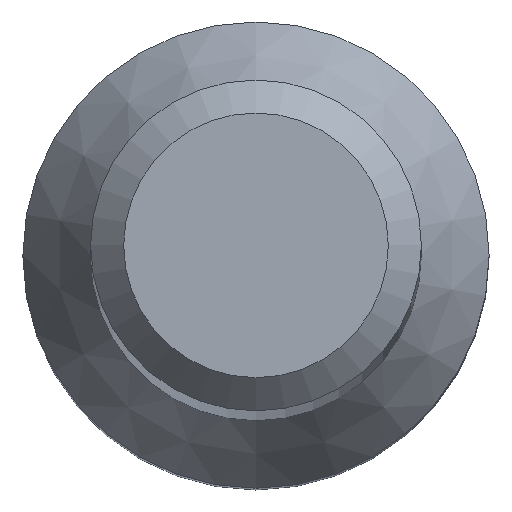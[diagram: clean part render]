
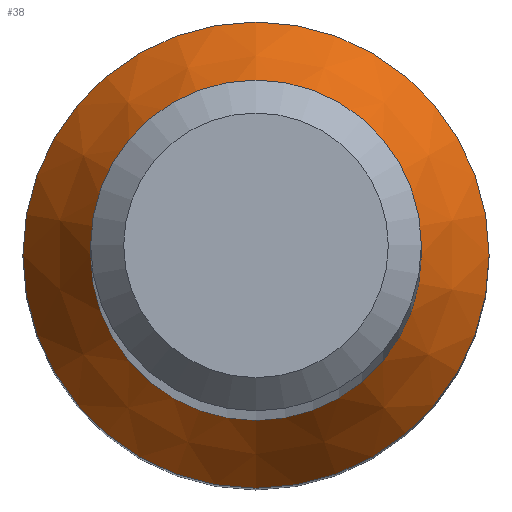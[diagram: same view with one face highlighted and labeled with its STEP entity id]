
A CAD part, top view. The second image highlights one B-rep face of the part: STEP entity #38.
In plain terms, the highlighted conical face has half-angle 30 degrees and reference radius 2.819 mm.
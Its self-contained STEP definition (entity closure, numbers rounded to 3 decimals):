
#5 = AXIS2_PLACEMENT_3D ( 'NONE', #107, #65, #218 ) ;
#7 = AXIS2_PLACEMENT_3D ( 'NONE', #8, #120, #13 ) ;
#8 = CARTESIAN_POINT ( 'NONE',  ( 0., 0., 12.573 ) ) ;
#13 = DIRECTION ( 'NONE',  ( 0., 1., 0. ) ) ;
#27 = CARTESIAN_POINT ( 'NONE',  ( 0., 0., 12.573 ) ) ;
#38 = ADVANCED_FACE ( 'NONE', ( #117, #102 ), #128, .T. ) ;
#41 = ORIENTED_EDGE ( 'NONE', *, *, #190, .T. ) ;
#64 = DIRECTION ( 'NONE',  ( 0., 1., 0. ) ) ;
#65 = DIRECTION ( 'NONE',  ( 0., 0., -1. ) ) ;
#86 = CARTESIAN_POINT ( 'NONE',  ( 0., 2.819, 12.573 ) ) ;
#88 = VERTEX_POINT ( 'NONE', #220 ) ;
#98 = EDGE_LOOP ( 'NONE', ( #146 ) ) ;
#99 = CIRCLE ( 'NONE', #212, 2.819 ) ;
#102 = FACE_OUTER_BOUND ( 'NONE', #98, .T. ) ;
#107 = CARTESIAN_POINT ( 'NONE',  ( 0., 0., 13.992 ) ) ;
#117 = FACE_BOUND ( 'NONE', #191, .T. ) ;
#118 = EDGE_CURVE ( 'NONE', #185, #185, #99, .T. ) ;
#120 = DIRECTION ( 'NONE',  ( 0., 0., -1. ) ) ;
#128 = CONICAL_SURFACE ( 'NONE', #7, 2.819, 0.524 ) ;
#142 = DIRECTION ( 'NONE',  ( 0., 0., -1. ) ) ;
#145 = CIRCLE ( 'NONE', #5, 2. ) ;
#146 = ORIENTED_EDGE ( 'NONE', *, *, #118, .F. ) ;
#185 = VERTEX_POINT ( 'NONE', #86 ) ;
#190 = EDGE_CURVE ( 'NONE', #88, #88, #145, .T. ) ;
#191 = EDGE_LOOP ( 'NONE', ( #41 ) ) ;
#212 = AXIS2_PLACEMENT_3D ( 'NONE', #27, #142, #64 ) ;
#218 = DIRECTION ( 'NONE',  ( 0., 1., 0. ) ) ;
#220 = CARTESIAN_POINT ( 'NONE',  ( 0., 2., 13.992 ) ) ;
